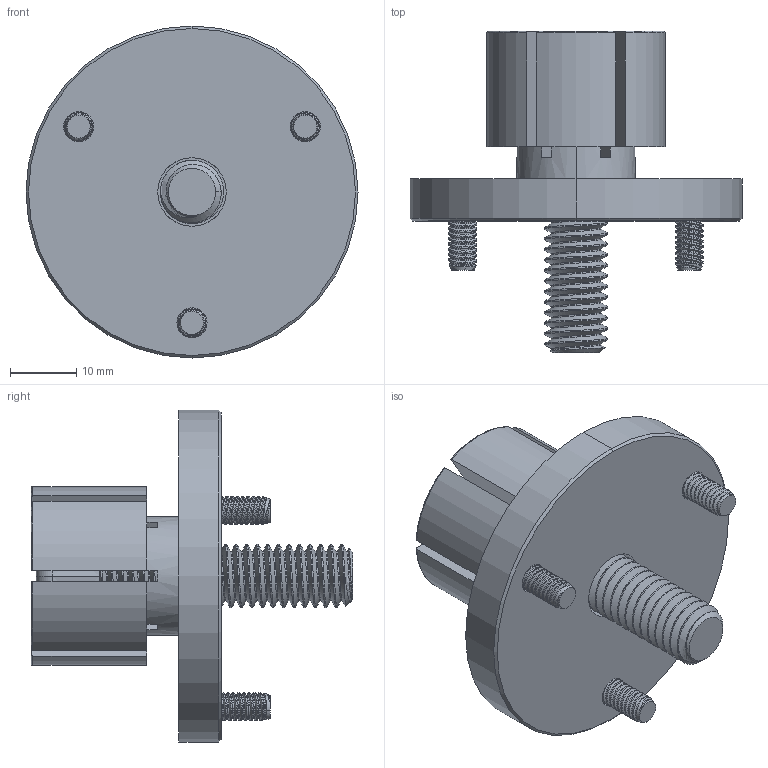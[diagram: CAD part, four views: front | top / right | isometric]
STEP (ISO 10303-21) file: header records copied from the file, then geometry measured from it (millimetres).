
FILE_DESCRIPTION (( 'STEP AP214' ), '1' );
FILE_NAME ('31200DD for Step as Part.STEP', '2022-03-11T19:45:26', ( '' ), ( '' ), 'SwSTEP 2.0', 'SolidWorks 2021', '' );
FILE_SCHEMA (( 'AUTOMOTIVE_DESIGN' ));
Length unit declared in the file: inch
Products named in the file (1): 31200DD for Step as Part
Bounding box: 49.96 x 48.41 x 49.96 mm (x, y, z)
Volume: 22298.9 mm3; surface area: 12918 mm2
Topology: 5 solids, 5 shells, 607 faces, 1403 edges, 814 vertices
Faces by surface type: cylinder 272, cone 221, plane 90, torus 22, bspline 2
Entity records: 31202 total; most frequent: CARTESIAN_POINT 10456, ORIENTED_EDGE 2806, DIRECTION 2530, EDGE_CURVE 1403, AXIS2_PLACEMENT_3D 982, VERTEX_POINT 814, EDGE_LOOP 623, UNCERTAINTY_MEASURE_WITH_UNIT 614
